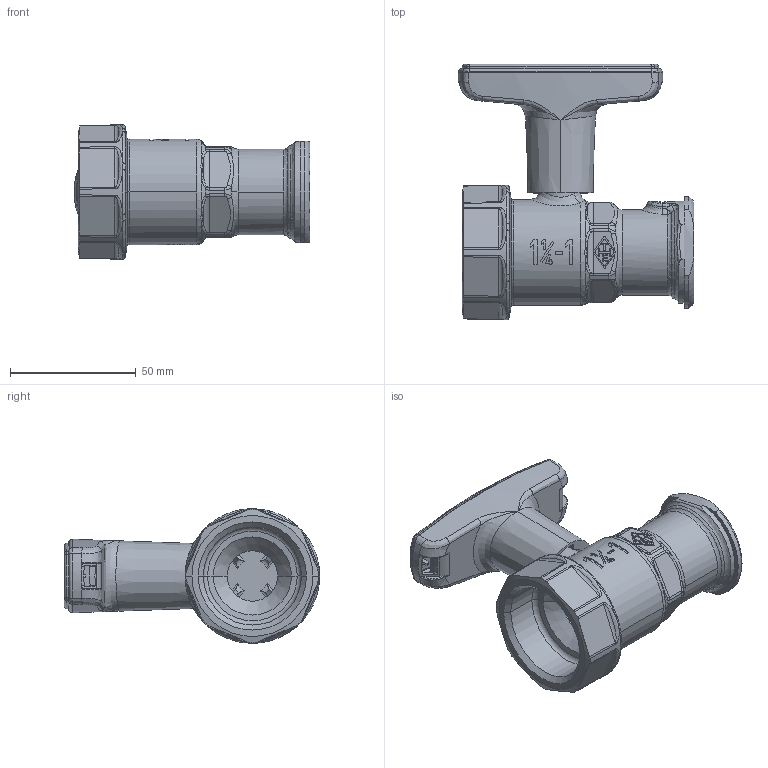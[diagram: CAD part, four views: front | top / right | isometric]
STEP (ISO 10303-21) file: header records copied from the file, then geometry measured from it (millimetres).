
FILE_DESCRIPTION((''),'2;1');
FILE_NAME('0630-45-000_SW0001','2014-05-23T',('marann'),(''),'PRO/ENGINEER BY PARAMETRIC TECHNOLOGY CORPORATION, 2011490','PRO/ENGINEER BY PARAMETRIC TECHNOLOGY CORPORATION, 2011490','');
FILE_SCHEMA(('CONFIG_CONTROL_DESIGN'));
Length unit declared in the file: millimetre
Products named in the file (1): 0630-45-000_SW0001
Bounding box: 93.65 x 101.35 x 53.4 mm (x, y, z)
Volume: 85745.2 mm3; surface area: 60932.1 mm2
Topology: 2 solids, 3 shells, 2151 faces, 5789 edges, 3712 vertices
Faces by surface type: plane 1254, cylinder 398, bspline 231, cone 129, torus 119, sphere 10, extrusion 10
Entity records: 87095 total; most frequent: CARTESIAN_POINT 34925, ORIENTED_EDGE 11574, DIRECTION 9919, EDGE_CURVE 5787, VERTEX_POINT 3712, VECTOR 3525, LINE 3515, AXIS2_PLACEMENT_3D 3197
